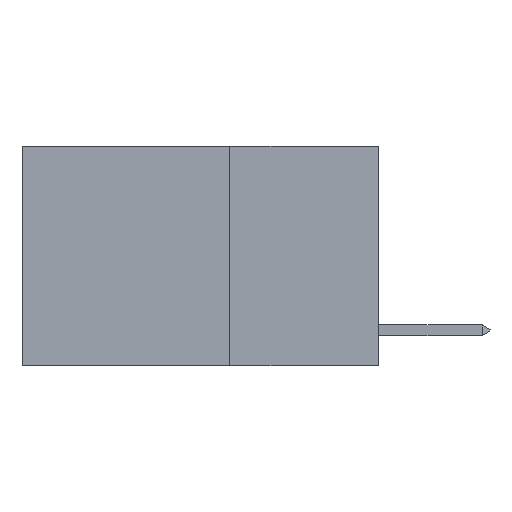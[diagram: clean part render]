
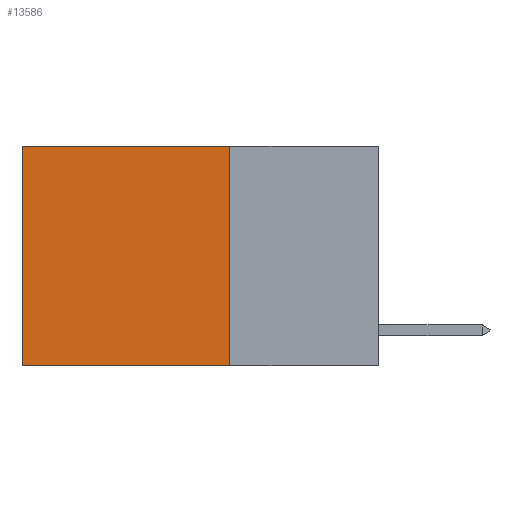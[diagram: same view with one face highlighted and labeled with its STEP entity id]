
A CAD part, left-side view. The second image highlights one B-rep face of the part: STEP entity #13586.
In plain terms, the highlighted planar face has unit normal (-1, 0, 0).
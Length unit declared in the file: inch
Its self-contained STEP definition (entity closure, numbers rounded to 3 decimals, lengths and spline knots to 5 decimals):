
#882 = DIRECTION ( 'NONE',  ( 0., 0., -1. ) ) ;
#1607 = CARTESIAN_POINT ( 'NONE',  ( 0.2625, 0.6, 0. ) ) ;
#2049 = CARTESIAN_POINT ( 'NONE',  ( 0.2625, 0.25, -0.37 ) ) ;
#2916 = EDGE_CURVE ( 'NONE', #7137, #4590, #11966, .T. ) ;
#3846 = DIRECTION ( 'NONE',  ( 0., 0., -1. ) ) ;
#4559 = EDGE_CURVE ( 'NONE', #7137, #15876, #10774, .T. ) ;
#4570 = EDGE_LOOP ( 'NONE', ( #6189, #14279, #8629, #12972 ) ) ;
#4590 = VERTEX_POINT ( 'NONE', #1607 ) ;
#4643 = LINE ( 'NONE', #8802, #15278 ) ;
#6189 = ORIENTED_EDGE ( 'NONE', *, *, #15701, .T. ) ;
#6393 = CARTESIAN_POINT ( 'NONE',  ( 0.2625, 0.6, -0.37 ) ) ;
#6862 = CARTESIAN_POINT ( 'NONE',  ( 0.2625, 0.25, 0. ) ) ;
#7137 = VERTEX_POINT ( 'NONE', #6862 ) ;
#7277 = VECTOR ( 'NONE', #3846, 39.37008 ) ;
#7725 = LINE ( 'NONE', #8684, #10211 ) ;
#8045 = PLANE ( 'NONE',  #11758 ) ;
#8140 = CARTESIAN_POINT ( 'NONE',  ( 0.2625, 0.25, 0. ) ) ;
#8629 = ORIENTED_EDGE ( 'NONE', *, *, #4559, .F. ) ;
#8684 = CARTESIAN_POINT ( 'NONE',  ( 0.2625, 0.6, 0. ) ) ;
#8713 = CARTESIAN_POINT ( 'NONE',  ( 0.2625, 0.25, 0. ) ) ;
#8802 = CARTESIAN_POINT ( 'NONE',  ( 0.2625, 0.25, -0.37 ) ) ;
#10211 = VECTOR ( 'NONE', #13584, 39.37008 ) ;
#10247 = CARTESIAN_POINT ( 'NONE',  ( 0.2625, 0.25, 0. ) ) ;
#10774 = LINE ( 'NONE', #8713, #7277 ) ;
#11758 = AXIS2_PLACEMENT_3D ( 'NONE', #8140, #13041, #882 ) ;
#11840 = EDGE_CURVE ( 'NONE', #15876, #11855, #4643, .T. ) ;
#11855 = VERTEX_POINT ( 'NONE', #6393 ) ;
#11966 = LINE ( 'NONE', #10247, #12977 ) ;
#12158 = FACE_OUTER_BOUND ( 'NONE', #4570, .T. ) ;
#12750 = DIRECTION ( 'NONE',  ( 0., 1., 0. ) ) ;
#12972 = ORIENTED_EDGE ( 'NONE', *, *, #2916, .T. ) ;
#12977 = VECTOR ( 'NONE', #12750, 39.37008 ) ;
#13041 = DIRECTION ( 'NONE',  ( 1., 0., 0. ) ) ;
#13584 = DIRECTION ( 'NONE',  ( 0., 0., -1. ) ) ;
#13586 = ADVANCED_FACE ( 'NONE', ( #12158 ), #8045, .F. ) ;
#14279 = ORIENTED_EDGE ( 'NONE', *, *, #11840, .F. ) ;
#15029 = DIRECTION ( 'NONE',  ( 0., 1., 0. ) ) ;
#15278 = VECTOR ( 'NONE', #15029, 39.37008 ) ;
#15701 = EDGE_CURVE ( 'NONE', #4590, #11855, #7725, .T. ) ;
#15876 = VERTEX_POINT ( 'NONE', #2049 ) ;
